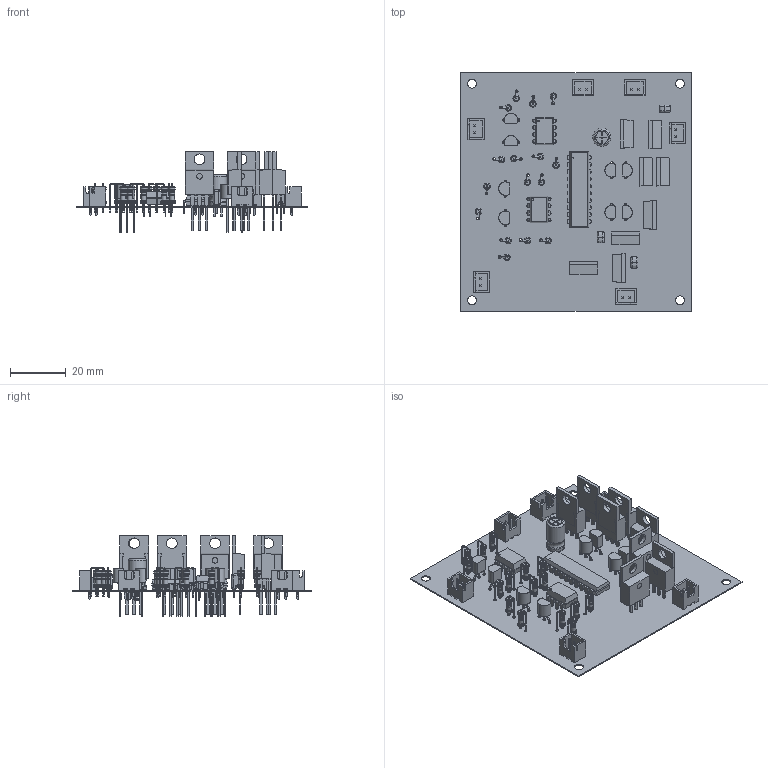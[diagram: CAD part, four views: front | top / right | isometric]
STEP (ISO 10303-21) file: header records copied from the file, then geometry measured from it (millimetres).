
FILE_DESCRIPTION(('Open CASCADE Model'),'2;1');
FILE_NAME('Open CASCADE Shape Model','2022-07-11T14:50:00',('Author'),( 'Open CASCADE'),'Open CASCADE STEP processor 6.8','Open CASCADE 6.8' ,'Unknown');
FILE_SCHEMA(('AUTOMOTIVE_DESIGN { 1 0 10303 214 1 1 1 1 }'));
Length unit declared in the file: millimetre
Products named in the file (116): PCB; Board; Open CASCADE STEP translator 6.8 4.1.1; U2.3; TL082IP; U2.2; PDIP-20_N_LIT; U2.1; R2.16; Resistor_TH_vertical_2,54; R2.15; R2.14; R2.13; R2.12; R2.11; R2.10; R2.9; R2.8; R2.7; R2.6; R2.5; R2.4; R2.3; R2.2; R2.1; Q2.16; 2N2222_1677484790.214; eMachineShop.1; eMachineShop.2; eMachineShop.3; eMachineShop.4; eMachineShop.5; eMachineShop.6; eMachineShop.7; eMachineShop.8; eMachineShop.9; eMachineShop.10; eMachineShop.11; eMachineShop.12; eMachineShop.13 ...
Assembly tree (154 placements, depth 4):
  PCB
    Board
      Open CASCADE STEP translator 6.8 4.1.1
    U2.3
      TL082IP
    U2.2
      PDIP-20_N_LIT
    U2.1
      TL082IP
    R2.16
      Resistor_TH_vertical_2,54
    R2.15
      Resistor_TH_vertical_2,54
    R2.14
      Resistor_TH_vertical_2,54
    R2.13
      Resistor_TH_vertical_2,54
    R2.12
      Resistor_TH_vertical_2,54
    R2.11
      Resistor_TH_vertical_2,54
    R2.10
      Resistor_TH_vertical_2,54
    R2.9
      Resistor_TH_vertical_2,54
    R2.8
      Resistor_TH_vertical_2,54
    R2.7
      Resistor_TH_vertical_2,54
    R2.6
      Resistor_TH_vertical_2,54
    R2.5
      Resistor_TH_vertical_2,54
    R2.4
      Resistor_TH_vertical_2,54
    R2.3
      Resistor_TH_vertical_2,54
    R2.2
      Resistor_TH_vertical_2,54
    R2.1
      Resistor_TH_vertical_2,54
    Q2.16
      2N2222_1677484790.214
        eMachineShop.1
        eMachineShop.2
        eMachineShop.3
        eMachineShop.4
        eMachineShop.5
        eMachineShop.6
        eMachineShop.7
        eMachineShop.8
        eMachineShop.9
        eMachineShop.10
        eMachineShop.11
        eMachineShop.12
        eMachineShop.13
        eMachineShop.14
        eMachineShop.15
        eMachineShop.16
        eMachineShop.17
Bounding box: 82.5 x 85.5 x 28.87 mm (x, y, z)
Volume: 9546.5 mm3; surface area: 27260.1 mm2
Topology: 121 solids, 561 shells, 3088 faces, 8413 edges, 6156 vertices
Faces by surface type: plane 1912, cylinder 538, bspline 414, torus 144, revolution 80
Full cylindrical faces by diameter (mm): 0.343 x1, 0.35 x64, 1 x136, 1.8 x48, 1.802 x32, 2.3 x32, 2.302 x32, 3.2 x4
Entity records: 34466 total; most frequent: CARTESIAN_POINT 6406, DIRECTION 4729, ORIENTED_EDGE 4516, EDGE_CURVE 2389, LINE 1795, VECTOR 1795, VERTEX_POINT 1651, AXIS2_PLACEMENT_3D 1462
